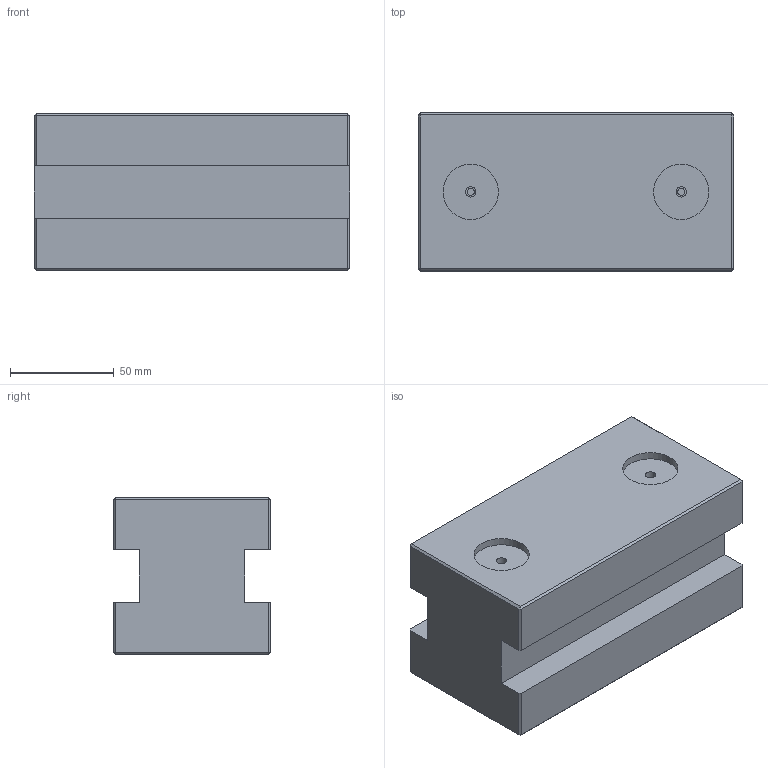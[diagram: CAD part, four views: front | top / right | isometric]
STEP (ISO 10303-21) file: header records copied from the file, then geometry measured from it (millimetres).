
FILE_DESCRIPTION(('FreeCAD Model'),'2;1');
FILE_NAME('Open CASCADE Shape Model','2026-01-08T10:56:32',('Author'),( ''),'Open CASCADE STEP processor 7.6','FreeCAD','Unknown');
FILE_SCHEMA(('AUTOMOTIVE_DESIGN { 1 0 10303 214 1 1 1 1 }'));
Length unit declared in the file: millimetre
Products named in the file (1): Cargo_IBeam_Final
Bounding box: 152.4 x 76.2 x 76.2 mm (x, y, z)
Volume: 781491.6 mm3; surface area: 64921.9 mm2
Topology: 1 solids, 1 shells, 50 faces, 102 edges, 60 vertices
Faces by surface type: plane 44, cylinder 6
Full cylindrical faces by diameter (mm): 3.4 x2, 5 x2, 26.67 x2
Entity records: 1288 total; most frequent: DIRECTION 216, CARTESIAN_POINT 213, ORIENTED_EDGE 204, EDGE_CURVE 102, LINE 90, VECTOR 90, AXIS2_PLACEMENT_3D 63, VERTEX_POINT 60
